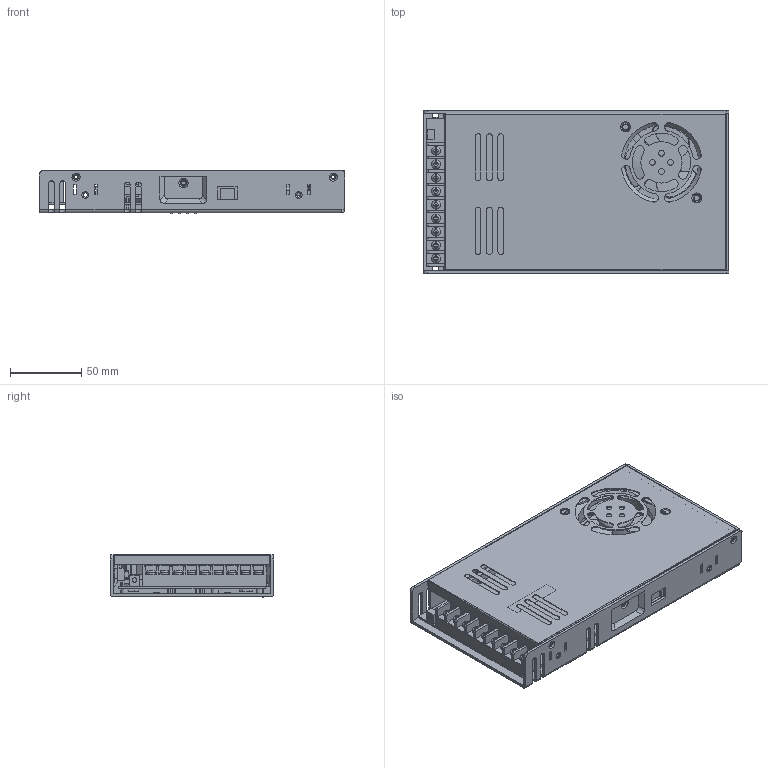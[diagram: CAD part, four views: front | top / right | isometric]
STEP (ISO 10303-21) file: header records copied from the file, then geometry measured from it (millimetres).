
FILE_DESCRIPTION(('Creo Elements/Direct Modeling STEP Export'),'2;1');
FILE_NAME('LRS-350.stp','2020-11-16T14:16:23',(''),(''),'PTC Creo Elements/Direct Modeling STEP processor for AP214 (Solid Model)','PTC Creo Elements/Direct Modeling 19.0 09-May-2014 (C) Parametric Technology GmbH','');
FILE_SCHEMA(('AUTOMOTIVE_DESIGN { 1 0 10303 214 1 1 1 1 }'));
Length unit declared in the file: millimetre
Products named in the file (16): CASE; TOP-CASE; MOS15.5x10.1.1.1.1.1.1.1.1.1.1.1.1.1.1.1.1.1; mos; tn.1.1.1; pcb; FAN_4715KL40WB30_2.1; FAN_4715KL40WB30_2; FAN-ALL; VR.1; uu.3; 63; 63.1; 55; a1.1; LRS-350
Assembly tree (21 placements, depth 4):
  LRS-350
    a1.1
      55
      63.1
      63
      uu.3
      VR.1
      FAN-ALL
        FAN_4715KL40WB30_2
        FAN_4715KL40WB30_2.1
      pcb
      tn.1.1.1
    mos
      MOS15.5x10.1.1.1.1.1.1.1.1.1.1.1.1.1.1.1.1.1  x7
    TOP-CASE
    CASE
Bounding box: 215 x 115 x 30.9 mm (x, y, z)
Volume: 163287.1 mm3; surface area: 205925.6 mm2
Topology: 17 solids, 18 shells, 1324 faces, 3441 edges, 2213 vertices
Faces by surface type: plane 722, cylinder 455, torus 71, bspline 46, cone 30
Entity records: 46154 total; most frequent: CARTESIAN_POINT 18459, ORIENTED_EDGE 6086, DIRECTION 5149, EDGE_CURVE 3044, VERTEX_POINT 1948, VECTOR 1813, LINE 1813, AXIS2_PLACEMENT_3D 1668
